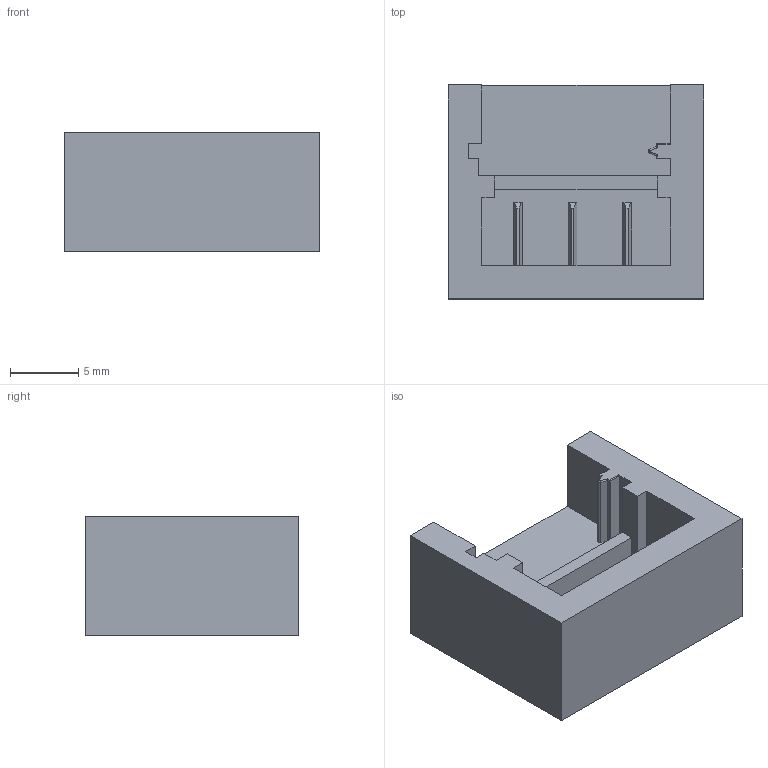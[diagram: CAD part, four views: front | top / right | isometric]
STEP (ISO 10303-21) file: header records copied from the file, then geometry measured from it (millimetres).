
FILE_DESCRIPTION (( 'STEP AP203' ), '1' );
FILE_NAME ('SPVQ6R fork.STEP', '2024-03-06T08:02:07', ( '' ), ( '' ), 'SwSTEP 2.0', 'SolidWorks 2023', '' );
FILE_SCHEMA (( 'CONFIG_CONTROL_DESIGN' ));
Length unit declared in the file: millimetre
Products named in the file (1): SPVQ6R fork
Bounding box: 18.7 x 15.65 x 8.75 mm (x, y, z)
Volume: 1442.8 mm3; surface area: 1571.7 mm2
Topology: 1 solids, 1 shells, 65 faces, 183 edges, 118 vertices
Faces by surface type: plane 52, cylinder 9, torus 2, sphere 2
Entity records: 2152 total; most frequent: CARTESIAN_POINT 401, ORIENTED_EDGE 362, DIRECTION 327, EDGE_CURVE 181, VECTOR 159, LINE 159, VERTEX_POINT 118, AXIS2_PLACEMENT_3D 84
